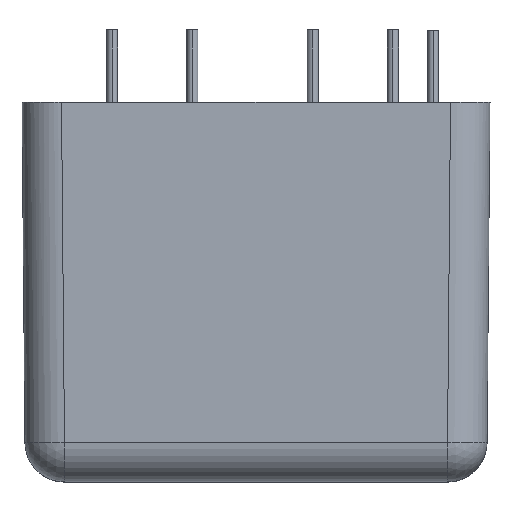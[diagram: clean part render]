
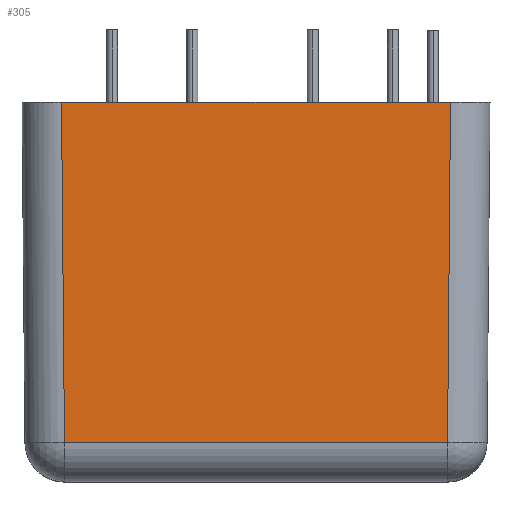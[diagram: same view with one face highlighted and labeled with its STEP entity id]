
A CAD part, top view. The second image highlights one B-rep face of the part: STEP entity #305.
In plain terms, the highlighted planar face has unit normal (0, -0.009, 1).
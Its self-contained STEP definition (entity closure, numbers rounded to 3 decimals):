
#26 = EDGE_CURVE ( 'NONE', #458, #1359, #2776, .T. ) ;
#32 = EDGE_CURVE ( 'NONE', #457, #1359, #718, .T. ) ;
#189 = LINE ( 'NONE', #504, #1504 ) ;
#272 = CARTESIAN_POINT ( 'NONE',  ( 14.6, 0., 12.4 ) ) ;
#305 = ADVANCED_FACE ( 'NONE', ( #3829 ), #1219, .T. ) ;
#351 = DIRECTION ( 'NONE',  ( 0., -1., -0.009 ) ) ;
#457 = VERTEX_POINT ( 'NONE', #1023 ) ;
#458 = VERTEX_POINT ( 'NONE', #2767 ) ;
#504 = CARTESIAN_POINT ( 'NONE',  ( -12.098, -0.233, 12.398 ) ) ;
#718 = LINE ( 'NONE', #1889, #2955 ) ;
#776 = EDGE_CURVE ( 'NONE', #875, #457, #2202, .T. ) ;
#787 = VECTOR ( 'NONE', #3635, 1000. ) ;
#875 = VERTEX_POINT ( 'NONE', #1038 ) ;
#1023 = CARTESIAN_POINT ( 'NONE',  ( 12.122, 2.478, 12.422 ) ) ;
#1038 = CARTESIAN_POINT ( 'NONE',  ( -12.122, 2.478, 12.422 ) ) ;
#1219 = PLANE ( 'NONE',  #3452 ) ;
#1239 = DIRECTION ( 'NONE',  ( 0., -0.009, 1. ) ) ;
#1359 = VERTEX_POINT ( 'NONE', #1642 ) ;
#1504 = VECTOR ( 'NONE', #3492, 1000. ) ;
#1581 = CARTESIAN_POINT ( 'NONE',  ( 14.6, 2.478, 12.422 ) ) ;
#1642 = CARTESIAN_POINT ( 'NONE',  ( 12.31, 24., 12.609 ) ) ;
#1889 = CARTESIAN_POINT ( 'NONE',  ( 12.1, 0.022, 12.4 ) ) ;
#2156 = CARTESIAN_POINT ( 'NONE',  ( 0., 24., 12.609 ) ) ;
#2184 = DIRECTION ( 'NONE',  ( 1., 0., 0. ) ) ;
#2202 = LINE ( 'NONE', #1581, #3754 ) ;
#2567 = ORIENTED_EDGE ( 'NONE', *, *, #26, .F. ) ;
#2767 = CARTESIAN_POINT ( 'NONE',  ( -12.31, 24., 12.609 ) ) ;
#2776 = LINE ( 'NONE', #2156, #787 ) ;
#2842 = ORIENTED_EDGE ( 'NONE', *, *, #3831, .T. ) ;
#2857 = ORIENTED_EDGE ( 'NONE', *, *, #776, .T. ) ;
#2955 = VECTOR ( 'NONE', #3367, 1000. ) ;
#3367 = DIRECTION ( 'NONE',  ( 0.009, 1., 0.009 ) ) ;
#3452 = AXIS2_PLACEMENT_3D ( 'NONE', #272, #1239, #351 ) ;
#3492 = DIRECTION ( 'NONE',  ( 0.009, -1., -0.009 ) ) ;
#3514 = EDGE_LOOP ( 'NONE', ( #2857, #3537, #2567, #2842 ) ) ;
#3537 = ORIENTED_EDGE ( 'NONE', *, *, #32, .T. ) ;
#3635 = DIRECTION ( 'NONE',  ( 1., 0., 0. ) ) ;
#3754 = VECTOR ( 'NONE', #2184, 1000. ) ;
#3829 = FACE_OUTER_BOUND ( 'NONE', #3514, .T. ) ;
#3831 = EDGE_CURVE ( 'NONE', #458, #875, #189, .T. ) ;
